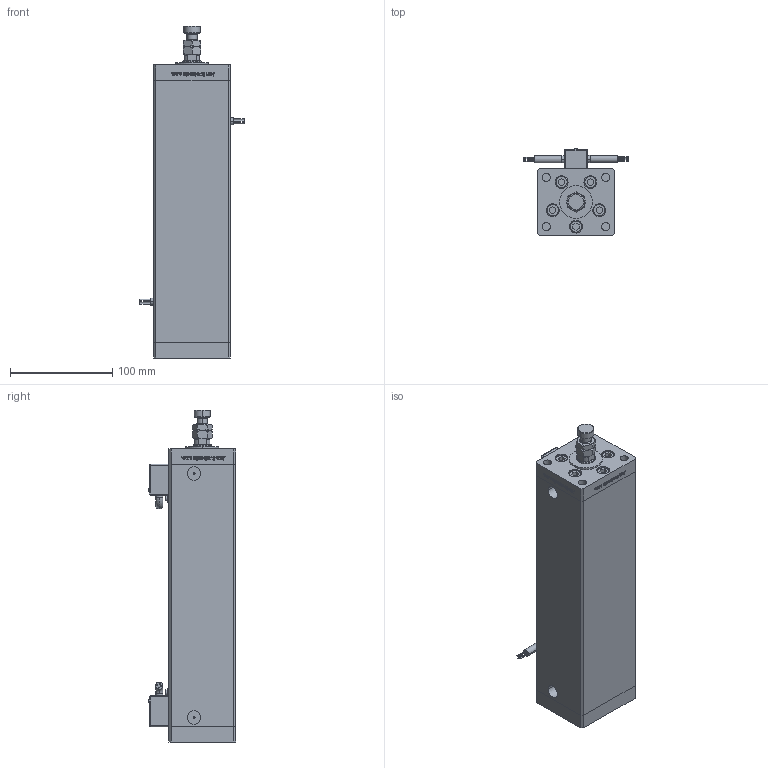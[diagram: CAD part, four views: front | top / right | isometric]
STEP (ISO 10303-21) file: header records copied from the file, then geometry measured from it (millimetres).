
FILE_DESCRIPTION (( 'STEP AP203' ), '1' );
FILE_NAME ('9cfb.STEP', '2024-01-08T21:20:16', ( '' ), ( '' ), 'SwSTEP 2.0', 'SolidWorks 2019', '' );
FILE_SCHEMA (( 'CONFIG_CONTROL_DESIGN' ));
Length unit declared in the file: millimetre
Products named in the file (8): V220C BACK_B 17b66491d7d6accd33898242ef45323b; ALLEN BOLT 17b66491d7d6accd33898242ef45323b; V220C_VC_B 17b66491d7d6accd33898242ef45323b; MFA 17b66491d7d6accd33898242ef45323b; V220C_FRONT_B 17b66491d7d6accd33898242ef45323b; V220C_B MIDDLE 17b66491d7d6accd33898242ef45323b; Magnetic_Switch_MSU4 17b66491d7d6accd33898242ef45323b; 9cfb
Assembly tree (17 placements, depth 2):
  9cfb
    V220C_B MIDDLE 17b66491d7d6accd33898242ef45323b
    V220C BACK_B 17b66491d7d6accd33898242ef45323b
    V220C_FRONT_B 17b66491d7d6accd33898242ef45323b
    V220C_VC_B 17b66491d7d6accd33898242ef45323b
    Magnetic_Switch_MSU4 17b66491d7d6accd33898242ef45323b  x2
    ALLEN BOLT 17b66491d7d6accd33898242ef45323b  x10
    MFA 17b66491d7d6accd33898242ef45323b
Bounding box: 101.6 x 85.1 x 324 mm (x, y, z)
Volume: 1260490.4 mm3; surface area: 195549 mm2
Topology: 17 solids, 19 shells, 1439 faces, 3521 edges, 2271 vertices
Faces by surface type: plane 556, bspline 484, cylinder 241, cone 78, torus 56, sphere 24
Entity records: 56838 total; most frequent: CARTESIAN_POINT 31355, ORIENTED_EDGE 5736, DIRECTION 3574, EDGE_CURVE 2868, VERTEX_POINT 1882, LINE 1444, VECTOR 1444, EDGE_LOOP 1322
